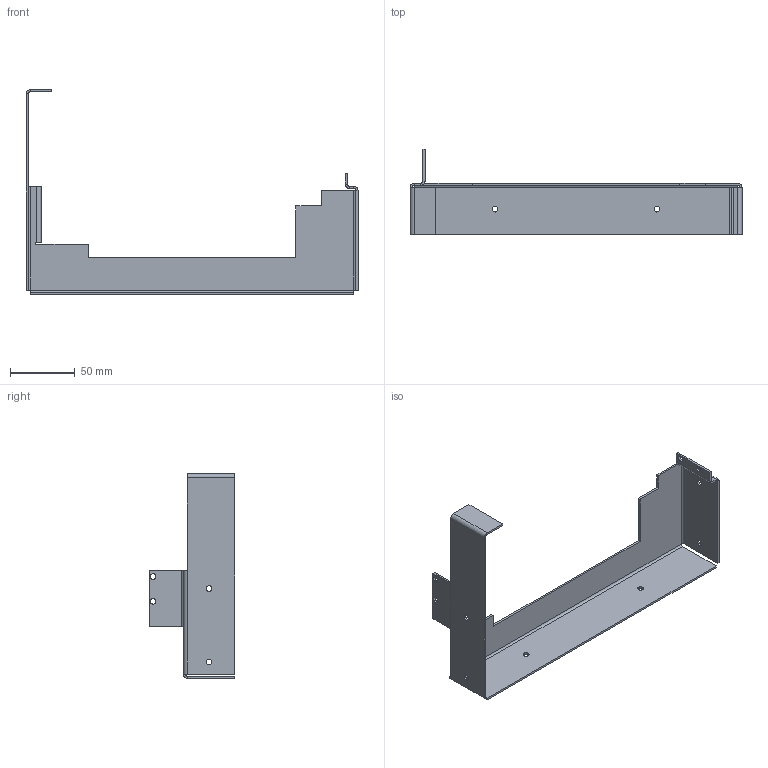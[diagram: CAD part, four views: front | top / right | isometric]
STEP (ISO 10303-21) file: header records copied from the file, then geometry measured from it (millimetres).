
FILE_DESCRIPTION(/* description */ (''),/* implementation_level */ '2;1');
FILE_NAME(/* name */ 'drawer_support.stp',/* time_stamp */ '2016-06-12T18:07:51-07:00',/* author */ ('cruiser'),/* organization */ (''),/* preprocessor_version */ 'ST-DEVELOPER v15.2',/* originating_system */ 'Autodesk Inventor 2014',/* authorisation */ '');
FILE_SCHEMA (('AUTOMOTIVE_DESIGN { 1 0 10303 214 3 1 1 }'));
Length unit declared in the file: millimetre
Products named in the file (1): drawer_support
Bounding box: 257.3 x 66.41 x 158.41 mm (x, y, z)
Volume: 48997.3 mm3; surface area: 64005.9 mm2
Topology: 1 solids, 1 shells, 82 faces, 186 edges, 106 vertices
Faces by surface type: plane 58, cylinder 24
Full cylindrical faces by diameter (mm): 4.5 x10
Entity records: 2240 total; most frequent: DIRECTION 390, CARTESIAN_POINT 365, ORIENTED_EDGE 352, EDGE_CURVE 176, AXIS2_PLACEMENT_3D 131, LINE 128, VECTOR 128, EDGE_LOOP 112
